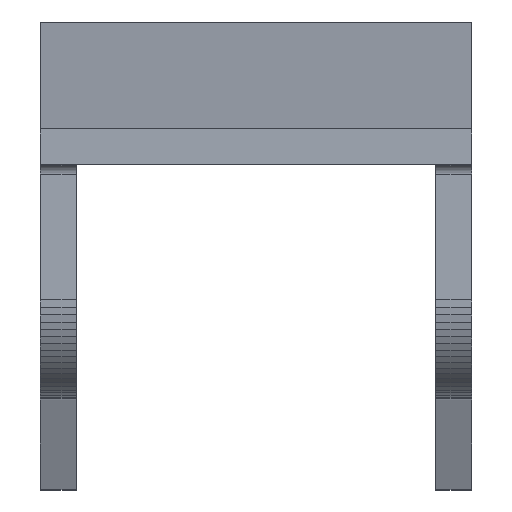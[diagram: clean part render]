
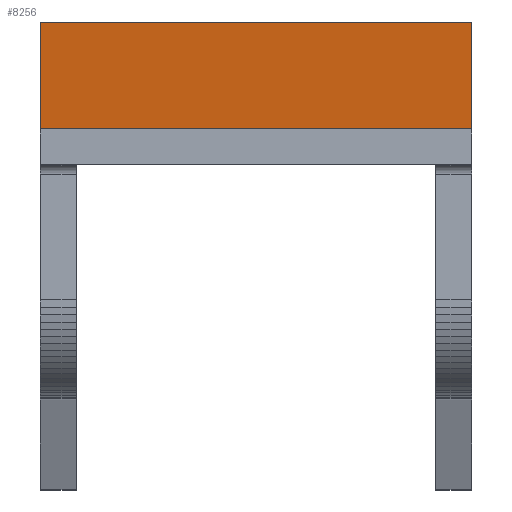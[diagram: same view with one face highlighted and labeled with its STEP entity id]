
A CAD part, top view. The second image highlights one B-rep face of the part: STEP entity #8256.
In plain terms, the highlighted planar face has unit normal (0, 0.979, 0.206).
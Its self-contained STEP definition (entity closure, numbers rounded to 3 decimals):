
#1774 = PLANE('',#1775);
#1775 = AXIS2_PLACEMENT_3D('',#1776,#1777,#1778);
#1776 = CARTESIAN_POINT('',(25.,-2.506,-21.289));
#1777 = DIRECTION('',(-1.,0.,0.));
#1778 = DIRECTION('',(0.,0.,-1.));
#1802 = PLANE('',#1803);
#1803 = AXIS2_PLACEMENT_3D('',#1804,#1805,#1806);
#1804 = CARTESIAN_POINT('',(25.,19.,4.));
#1805 = DIRECTION('',(0.,-0.,1.));
#1806 = DIRECTION('',(-1.,0.,0.));
#1830 = PLANE('',#1831);
#1831 = AXIS2_PLACEMENT_3D('',#1832,#1833,#1834);
#1832 = CARTESIAN_POINT('',(-23.,31.,-53.));
#1833 = DIRECTION('',(-1.,0.,0.));
#1834 = DIRECTION('',(0.,-1.,0.));
#2621 = PLANE('',#2622);
#2622 = AXIS2_PLACEMENT_3D('',#2623,#2624,#2625);
#2623 = CARTESIAN_POINT('',(25.,31.,-53.));
#2624 = DIRECTION('',(0.,-1.,0.));
#2625 = DIRECTION('',(0.,0.,-1.));
#5195 = VERTEX_POINT('',#5196);
#5196 = CARTESIAN_POINT('',(25.,19.,4.));
#5217 = EDGE_CURVE('',#5218,#5195,#5220,.T.);
#5218 = VERTEX_POINT('',#5219);
#5219 = CARTESIAN_POINT('',(25.,31.,-53.));
#5220 = SURFACE_CURVE('',#5221,(#5225,#5232),.PCURVE_S1.);
#5221 = LINE('',#5222,#5223);
#5222 = CARTESIAN_POINT('',(25.,31.,-53.));
#5223 = VECTOR('',#5224,1.);
#5224 = DIRECTION('',(0.,-0.206,0.979)
  );
#5225 = PCURVE('',#1774,#5226);
#5226 = DEFINITIONAL_REPRESENTATION('',(#5227),#5231);
#5227 = LINE('',#5228,#5229);
#5228 = CARTESIAN_POINT('',(31.711,-33.506));
#5229 = VECTOR('',#5230,1.);
#5230 = DIRECTION('',(-0.979,0.206));
#5231 = ( GEOMETRIC_REPRESENTATION_CONTEXT(2) 
PARAMETRIC_REPRESENTATION_CONTEXT() REPRESENTATION_CONTEXT('2D SPACE',''
  ) );
#5232 = PCURVE('',#5233,#5238);
#5233 = PLANE('',#5234);
#5234 = AXIS2_PLACEMENT_3D('',#5235,#5236,#5237);
#5235 = CARTESIAN_POINT('',(1.,25.,-24.5));
#5236 = DIRECTION('',(0.,0.979,0.206)
  );
#5237 = DIRECTION('',(0.,0.206,-0.979)
  );
#5238 = DEFINITIONAL_REPRESENTATION('',(#5239),#5243);
#5239 = LINE('',#5240,#5241);
#5240 = CARTESIAN_POINT('',(29.125,-24.));
#5241 = VECTOR('',#5242,1.);
#5242 = DIRECTION('',(-1.,-0.));
#5243 = ( GEOMETRIC_REPRESENTATION_CONTEXT(2) 
PARAMETRIC_REPRESENTATION_CONTEXT() REPRESENTATION_CONTEXT('2D SPACE',''
  ) );
#5353 = EDGE_CURVE('',#5354,#5195,#5356,.T.);
#5354 = VERTEX_POINT('',#5355);
#5355 = CARTESIAN_POINT('',(-23.,19.,4.));
#5356 = SURFACE_CURVE('',#5357,(#5361,#5368),.PCURVE_S1.);
#5357 = LINE('',#5358,#5359);
#5358 = CARTESIAN_POINT('',(-23.,19.,4.));
#5359 = VECTOR('',#5360,1.);
#5360 = DIRECTION('',(1.,0.,0.));
#5361 = PCURVE('',#1802,#5362);
#5362 = DEFINITIONAL_REPRESENTATION('',(#5363),#5367);
#5363 = LINE('',#5364,#5365);
#5364 = CARTESIAN_POINT('',(48.,0.));
#5365 = VECTOR('',#5366,1.);
#5366 = DIRECTION('',(-1.,0.));
#5367 = ( GEOMETRIC_REPRESENTATION_CONTEXT(2) 
PARAMETRIC_REPRESENTATION_CONTEXT() REPRESENTATION_CONTEXT('2D SPACE',''
  ) );
#5368 = PCURVE('',#5233,#5369);
#5369 = DEFINITIONAL_REPRESENTATION('',(#5370),#5374);
#5370 = LINE('',#5371,#5372);
#5371 = CARTESIAN_POINT('',(-29.125,24.));
#5372 = VECTOR('',#5373,1.);
#5373 = DIRECTION('',(0.,-1.));
#5374 = ( GEOMETRIC_REPRESENTATION_CONTEXT(2) 
PARAMETRIC_REPRESENTATION_CONTEXT() REPRESENTATION_CONTEXT('2D SPACE',''
  ) );
#5455 = EDGE_CURVE('',#5456,#5354,#5458,.T.);
#5456 = VERTEX_POINT('',#5457);
#5457 = CARTESIAN_POINT('',(-23.,31.,-53.));
#5458 = SURFACE_CURVE('',#5459,(#5463,#5470),.PCURVE_S1.);
#5459 = LINE('',#5460,#5461);
#5460 = CARTESIAN_POINT('',(-23.,31.,-53.));
#5461 = VECTOR('',#5462,1.);
#5462 = DIRECTION('',(0.,-0.206,0.979)
  );
#5463 = PCURVE('',#1830,#5464);
#5464 = DEFINITIONAL_REPRESENTATION('',(#5465),#5469);
#5465 = LINE('',#5466,#5467);
#5466 = CARTESIAN_POINT('',(0.,0.));
#5467 = VECTOR('',#5468,1.);
#5468 = DIRECTION('',(0.206,0.979));
#5469 = ( GEOMETRIC_REPRESENTATION_CONTEXT(2) 
PARAMETRIC_REPRESENTATION_CONTEXT() REPRESENTATION_CONTEXT('2D SPACE',''
  ) );
#5470 = PCURVE('',#5233,#5471);
#5471 = DEFINITIONAL_REPRESENTATION('',(#5472),#5476);
#5472 = LINE('',#5473,#5474);
#5473 = CARTESIAN_POINT('',(29.125,24.));
#5474 = VECTOR('',#5475,1.);
#5475 = DIRECTION('',(-1.,-0.));
#5476 = ( GEOMETRIC_REPRESENTATION_CONTEXT(2) 
PARAMETRIC_REPRESENTATION_CONTEXT() REPRESENTATION_CONTEXT('2D SPACE',''
  ) );
#8209 = EDGE_CURVE('',#5218,#5456,#8210,.T.);
#8210 = SURFACE_CURVE('',#8211,(#8215,#8222),.PCURVE_S1.);
#8211 = LINE('',#8212,#8213);
#8212 = CARTESIAN_POINT('',(25.,31.,-53.));
#8213 = VECTOR('',#8214,1.);
#8214 = DIRECTION('',(-1.,0.,0.));
#8215 = PCURVE('',#2621,#8216);
#8216 = DEFINITIONAL_REPRESENTATION('',(#8217),#8221);
#8217 = LINE('',#8218,#8219);
#8218 = CARTESIAN_POINT('',(0.,0.));
#8219 = VECTOR('',#8220,1.);
#8220 = DIRECTION('',(0.,-1.));
#8221 = ( GEOMETRIC_REPRESENTATION_CONTEXT(2) 
PARAMETRIC_REPRESENTATION_CONTEXT() REPRESENTATION_CONTEXT('2D SPACE',''
  ) );
#8222 = PCURVE('',#5233,#8223);
#8223 = DEFINITIONAL_REPRESENTATION('',(#8224),#8228);
#8224 = LINE('',#8225,#8226);
#8225 = CARTESIAN_POINT('',(29.125,-24.));
#8226 = VECTOR('',#8227,1.);
#8227 = DIRECTION('',(0.,1.));
#8228 = ( GEOMETRIC_REPRESENTATION_CONTEXT(2) 
PARAMETRIC_REPRESENTATION_CONTEXT() REPRESENTATION_CONTEXT('2D SPACE',''
  ) );
#8256 = ADVANCED_FACE('',(#8257),#5233,.T.);
#8257 = FACE_BOUND('',#8258,.T.);
#8258 = EDGE_LOOP('',(#8259,#8260,#8261,#8262));
#8259 = ORIENTED_EDGE('',*,*,#5217,.F.);
#8260 = ORIENTED_EDGE('',*,*,#8209,.T.);
#8261 = ORIENTED_EDGE('',*,*,#5455,.T.);
#8262 = ORIENTED_EDGE('',*,*,#5353,.T.);
